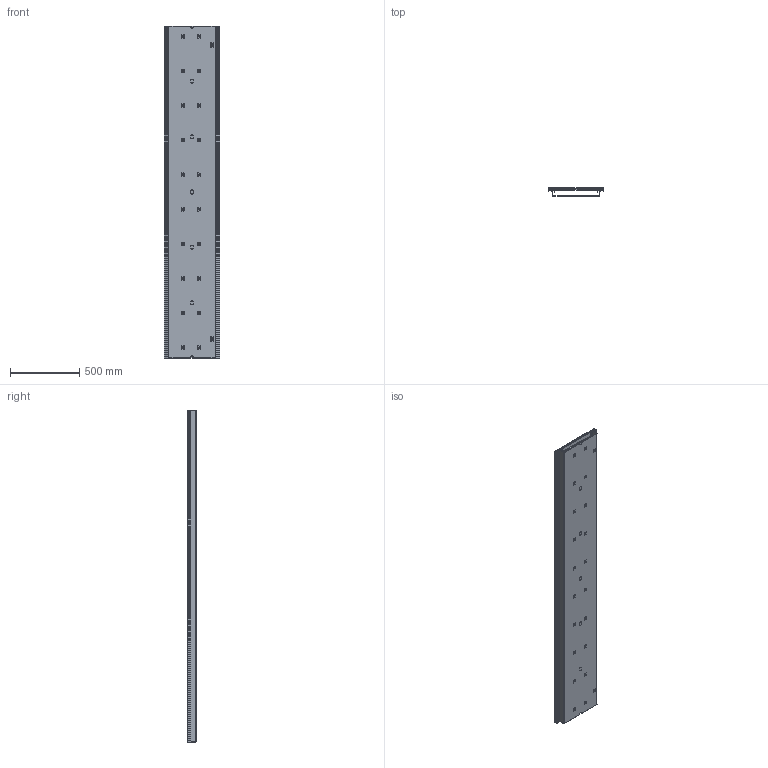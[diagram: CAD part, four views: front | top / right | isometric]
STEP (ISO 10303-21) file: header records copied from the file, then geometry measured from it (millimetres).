
FILE_DESCRIPTION (( 'STEP AP214' ), '1' );
FILE_NAME ('7424428.stp', '2021-06-21T08:43:41', ( '' ), ( '' ), 'SwSTEP 2.0', 'SolidWorks 2020', '' );
FILE_SCHEMA (( 'AUTOMOTIVE_DESIGN' ));
Length unit declared in the file: millimetre
Products named in the file (12): 40737C_Standard; 7424428; 32812b_Standard; 35104457_Standard; 43422F_Standard; 43928B_Standard; 43931C_Standard; 43423G_Standard; P_30700584_4_Standard
Assembly tree (38 placements, depth 3):
  7424428
    43928B_Standard
    43423G_Standard  x2
    32812b_Standard  x2
    40737C_Standard
      43931C_Standard
      P_30700584_4_Standard
    43422F_Standard  x3
    35104457_Standard  x18
    40737C_Standard
      43931C_Standard
      P_30700584_4_Standard
    40737C_Standard
      43931C_Standard
      P_30700584_4_Standard
    40737C_Standard
      43931C_Standard
      P_30700584_4_Standard
Bounding box: 402.9 x 60 x 2400 mm (x, y, z)
Volume: 6805253.7 mm3; surface area: 6429008.7 mm2
Topology: 34 solids, 34 shells, 1754 faces, 4395 edges, 2687 vertices
Faces by surface type: plane 1000, cylinder 424, bspline 312, cone 18
Full cylindrical faces by diameter (mm): 3.48 x18, 8 x18
Entity records: 46264 total; most frequent: CARTESIAN_POINT 15177, ORIENTED_EDGE 6972, DIRECTION 5281, EDGE_CURVE 3486, LINE 2301, VECTOR 2301, VERTEX_POINT 2077, AXIS2_PLACEMENT_3D 1490
